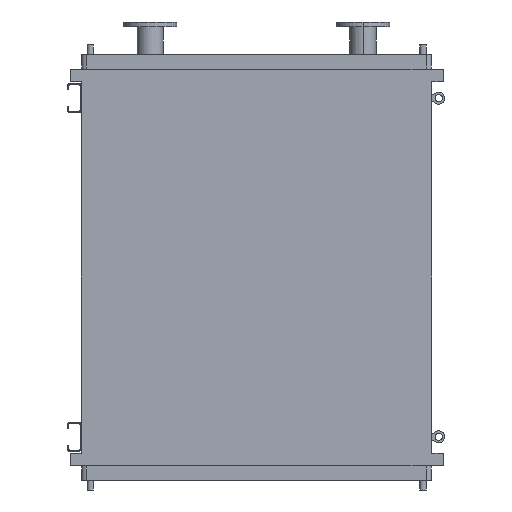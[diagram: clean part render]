
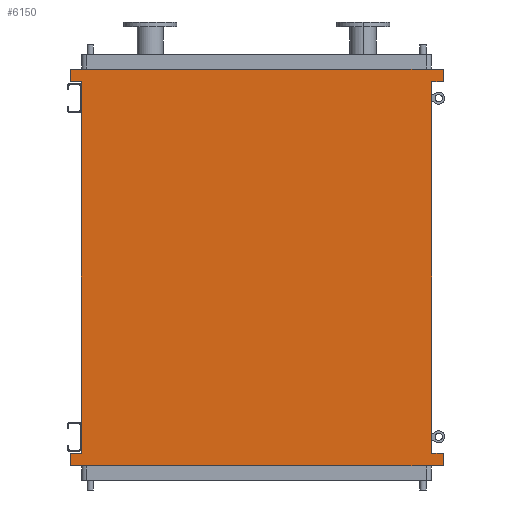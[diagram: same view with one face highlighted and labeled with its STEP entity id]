
A CAD part, front view. The second image highlights one B-rep face of the part: STEP entity #6150.
In plain terms, the highlighted planar face has unit normal (0, -1, 0).
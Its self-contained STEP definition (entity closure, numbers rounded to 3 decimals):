
#21 = CARTESIAN_POINT ( 'NONE',  ( 725., 0., 43. ) ) ;
#106 = CARTESIAN_POINT ( 'NONE',  ( -771., 0., 95. ) ) ;
#120 = LINE ( 'NONE', #820, #4462 ) ;
#244 = LINE ( 'NONE', #1360, #6437 ) ;
#460 = EDGE_CURVE ( 'NONE', #2745, #2243, #5353, .T. ) ;
#465 = LINE ( 'NONE', #5466, #4944 ) ;
#645 = VERTEX_POINT ( 'NONE', #1259 ) ;
#744 = VECTOR ( 'NONE', #8098, 1000. ) ;
#770 = CARTESIAN_POINT ( 'NONE',  ( 725., 0., -1493. ) ) ;
#800 = PLANE ( 'NONE',  #3933 ) ;
#820 = CARTESIAN_POINT ( 'NONE',  ( 725., 0., -1493. ) ) ;
#855 = EDGE_CURVE ( 'NONE', #2370, #6655, #465, .T. ) ;
#938 = DIRECTION ( 'NONE',  ( 1., 0., 0. ) ) ;
#955 = DIRECTION ( 'NONE',  ( 0., 0., 1. ) ) ;
#1075 = VECTOR ( 'NONE', #4742, 1000. ) ;
#1104 = EDGE_CURVE ( 'NONE', #6556, #7288, #2315, .T. ) ;
#1259 = CARTESIAN_POINT ( 'NONE',  ( 771., 0., 43. ) ) ;
#1359 = VECTOR ( 'NONE', #3815, 1000. ) ;
#1360 = CARTESIAN_POINT ( 'NONE',  ( 771., 0., -1545. ) ) ;
#1442 = VERTEX_POINT ( 'NONE', #770 ) ;
#1545 = CARTESIAN_POINT ( 'NONE',  ( 725., 0., -1450. ) ) ;
#1626 = CARTESIAN_POINT ( 'NONE',  ( -725., 0., 43. ) ) ;
#1746 = DIRECTION ( 'NONE',  ( 1., 0., 0. ) ) ;
#1968 = EDGE_CURVE ( 'NONE', #2766, #2745, #5407, .T. ) ;
#2066 = EDGE_CURVE ( 'NONE', #645, #5993, #6223, .T. ) ;
#2189 = LINE ( 'NONE', #5480, #7667 ) ;
#2243 = VERTEX_POINT ( 'NONE', #106 ) ;
#2244 = ORIENTED_EDGE ( 'NONE', *, *, #7012, .F. ) ;
#2315 = LINE ( 'NONE', #6149, #3081 ) ;
#2370 = VERTEX_POINT ( 'NONE', #7263 ) ;
#2385 = DIRECTION ( 'NONE',  ( -1., 0., 0. ) ) ;
#2438 = VERTEX_POINT ( 'NONE', #8093 ) ;
#2491 = CARTESIAN_POINT ( 'NONE',  ( 771., 0., -1493. ) ) ;
#2500 = CARTESIAN_POINT ( 'NONE',  ( -725., 0., -1450. ) ) ;
#2576 = ORIENTED_EDGE ( 'NONE', *, *, #5549, .F. ) ;
#2591 = DIRECTION ( 'NONE',  ( 0., 0., -1. ) ) ;
#2610 = DIRECTION ( 'NONE',  ( -1., 0., 0. ) ) ;
#2745 = VERTEX_POINT ( 'NONE', #7413 ) ;
#2746 = ORIENTED_EDGE ( 'NONE', *, *, #4898, .F. ) ;
#2766 = VERTEX_POINT ( 'NONE', #1626 ) ;
#2774 = ORIENTED_EDGE ( 'NONE', *, *, #460, .F. ) ;
#2953 = CARTESIAN_POINT ( 'NONE',  ( -771., 0., -1545. ) ) ;
#3081 = VECTOR ( 'NONE', #5536, 1000. ) ;
#3278 = ORIENTED_EDGE ( 'NONE', *, *, #7750, .T. ) ;
#3364 = CARTESIAN_POINT ( 'NONE',  ( -725., 0., -1493. ) ) ;
#3426 = LINE ( 'NONE', #6662, #7786 ) ;
#3644 = VECTOR ( 'NONE', #5136, 1000. ) ;
#3649 = ORIENTED_EDGE ( 'NONE', *, *, #1968, .F. ) ;
#3815 = DIRECTION ( 'NONE',  ( -1., 0., 0. ) ) ;
#3842 = LINE ( 'NONE', #2500, #3644 ) ;
#3933 = AXIS2_PLACEMENT_3D ( 'NONE', #5882, #4484, #2591 ) ;
#4462 = VECTOR ( 'NONE', #5325, 1000. ) ;
#4484 = DIRECTION ( 'NONE',  ( 0., -1., 0. ) ) ;
#4522 = CARTESIAN_POINT ( 'NONE',  ( 771., 0., -1545. ) ) ;
#4702 = ORIENTED_EDGE ( 'NONE', *, *, #1104, .F. ) ;
#4742 = DIRECTION ( 'NONE',  ( 0., 0., 1. ) ) ;
#4787 = CARTESIAN_POINT ( 'NONE',  ( -771., 0., 43. ) ) ;
#4898 = EDGE_CURVE ( 'NONE', #6655, #2766, #3842, .T. ) ;
#4938 = CARTESIAN_POINT ( 'NONE',  ( -771., 0., -1545. ) ) ;
#4944 = VECTOR ( 'NONE', #1746, 1000. ) ;
#5136 = DIRECTION ( 'NONE',  ( 0., 0., 1. ) ) ;
#5170 = VERTEX_POINT ( 'NONE', #2953 ) ;
#5325 = DIRECTION ( 'NONE',  ( 1., 0., 0. ) ) ;
#5353 = LINE ( 'NONE', #7887, #1075 ) ;
#5407 = LINE ( 'NONE', #4787, #7880 ) ;
#5462 = LINE ( 'NONE', #1545, #7403 ) ;
#5466 = CARTESIAN_POINT ( 'NONE',  ( -771., 0., -1493. ) ) ;
#5480 = CARTESIAN_POINT ( 'NONE',  ( 771., 0., 95. ) ) ;
#5536 = DIRECTION ( 'NONE',  ( 0., 0., -1. ) ) ;
#5549 = EDGE_CURVE ( 'NONE', #7288, #5170, #244, .T. ) ;
#5563 = EDGE_CURVE ( 'NONE', #1442, #6556, #120, .T. ) ;
#5702 = ORIENTED_EDGE ( 'NONE', *, *, #855, .F. ) ;
#5764 = FACE_OUTER_BOUND ( 'NONE', #6736, .T. ) ;
#5882 = CARTESIAN_POINT ( 'NONE',  ( -725., 0., -1450. ) ) ;
#5938 = CARTESIAN_POINT ( 'NONE',  ( 725., 0., 43. ) ) ;
#5993 = VERTEX_POINT ( 'NONE', #5938 ) ;
#6149 = CARTESIAN_POINT ( 'NONE',  ( 771., 0., -1493. ) ) ;
#6150 = ADVANCED_FACE ( 'NONE', ( #5764 ), #800, .T. ) ;
#6223 = LINE ( 'NONE', #21, #1359 ) ;
#6341 = EDGE_CURVE ( 'NONE', #2438, #645, #3426, .T. ) ;
#6437 = VECTOR ( 'NONE', #2610, 1000. ) ;
#6556 = VERTEX_POINT ( 'NONE', #2491 ) ;
#6587 = DIRECTION ( 'NONE',  ( 0., 0., -1. ) ) ;
#6655 = VERTEX_POINT ( 'NONE', #3364 ) ;
#6662 = CARTESIAN_POINT ( 'NONE',  ( 771., 0., 43. ) ) ;
#6736 = EDGE_LOOP ( 'NONE', ( #3278, #7819, #7988, #2244, #2774, #3649, #2746, #5702, #8101, #2576, #4702, #7884 ) ) ;
#6840 = LINE ( 'NONE', #4938, #744 ) ;
#7012 = EDGE_CURVE ( 'NONE', #2243, #2438, #2189, .T. ) ;
#7163 = EDGE_CURVE ( 'NONE', #5170, #2370, #6840, .T. ) ;
#7263 = CARTESIAN_POINT ( 'NONE',  ( -771., 0., -1493. ) ) ;
#7288 = VERTEX_POINT ( 'NONE', #4522 ) ;
#7403 = VECTOR ( 'NONE', #955, 1000. ) ;
#7413 = CARTESIAN_POINT ( 'NONE',  ( -771., 0., 43. ) ) ;
#7667 = VECTOR ( 'NONE', #938, 1000. ) ;
#7750 = EDGE_CURVE ( 'NONE', #1442, #5993, #5462, .T. ) ;
#7786 = VECTOR ( 'NONE', #6587, 1000. ) ;
#7819 = ORIENTED_EDGE ( 'NONE', *, *, #2066, .F. ) ;
#7880 = VECTOR ( 'NONE', #2385, 1000. ) ;
#7884 = ORIENTED_EDGE ( 'NONE', *, *, #5563, .F. ) ;
#7887 = CARTESIAN_POINT ( 'NONE',  ( -771., 0., 95. ) ) ;
#7988 = ORIENTED_EDGE ( 'NONE', *, *, #6341, .F. ) ;
#8093 = CARTESIAN_POINT ( 'NONE',  ( 771., 0., 95. ) ) ;
#8098 = DIRECTION ( 'NONE',  ( 0., 0., 1. ) ) ;
#8101 = ORIENTED_EDGE ( 'NONE', *, *, #7163, .F. ) ;
